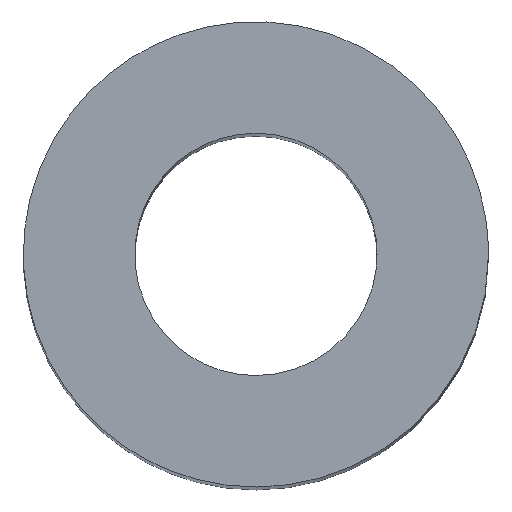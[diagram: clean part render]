
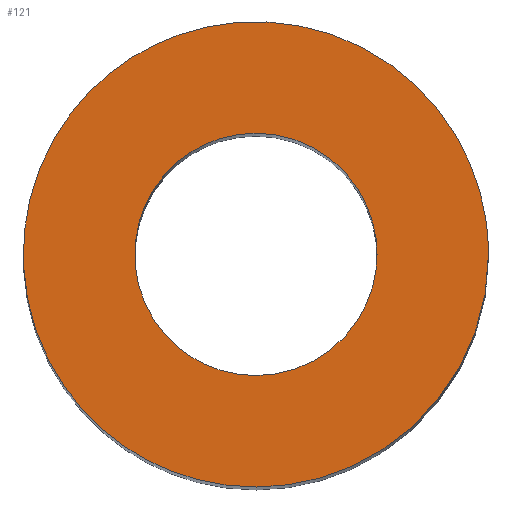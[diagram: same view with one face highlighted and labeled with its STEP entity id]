
A CAD part, top view. The second image highlights one B-rep face of the part: STEP entity #121.
In plain terms, the highlighted free-form (B-spline) face has degree [1, 1] with [2, 2] control points.
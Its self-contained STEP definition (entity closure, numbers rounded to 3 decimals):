
#24 = VERTEX_POINT('',#25);
#25 = CARTESIAN_POINT('',(11.091,0.,
    155.276));
#30 = EDGE_CURVE('',#24,#24,#31,.T.);
#31 = ( BOUNDED_CURVE() B_SPLINE_CURVE(2,(#32,#33,#34,#35,#36,#37,#38),
.UNSPECIFIED.,.T.,.F.) B_SPLINE_CURVE_WITH_KNOTS((3,2,2,3),(
    3.142,5.236,7.33,9.425),
.PIECEWISE_BEZIER_KNOTS.) CURVE() GEOMETRIC_REPRESENTATION_ITEM() 
RATIONAL_B_SPLINE_CURVE((1.,0.5,1.,0.5,1.,0.5,1.)) REPRESENTATION_ITEM(
  '') );
#32 = CARTESIAN_POINT('',(11.091,0.,
    155.276));
#33 = CARTESIAN_POINT('',(11.091,-19.21,155.276
    ));
#34 = CARTESIAN_POINT('',(-5.546,-9.605,155.276)
  );
#35 = CARTESIAN_POINT('',(-22.182,0.,
    155.276));
#36 = CARTESIAN_POINT('',(-5.546,9.605,155.276)
  );
#37 = CARTESIAN_POINT('',(11.091,19.21,155.276
    ));
#38 = CARTESIAN_POINT('',(11.091,0.,
    155.276));
#73 = EDGE_CURVE('',#74,#74,#76,.T.);
#74 = VERTEX_POINT('',#75);
#75 = CARTESIAN_POINT('',(21.295,0.,
    155.276));
#76 = ( BOUNDED_CURVE() B_SPLINE_CURVE(2,(#77,#78,#79,#80,#81,#82,#83),
.UNSPECIFIED.,.T.,.F.) B_SPLINE_CURVE_WITH_KNOTS((3,2,2,3),(
    3.142,5.236,7.33,9.425),
.PIECEWISE_BEZIER_KNOTS.) CURVE() GEOMETRIC_REPRESENTATION_ITEM() 
RATIONAL_B_SPLINE_CURVE((1.,0.5,1.,0.5,1.,0.5,1.)) REPRESENTATION_ITEM(
  '') );
#77 = CARTESIAN_POINT('',(21.295,0.,
    155.276));
#78 = CARTESIAN_POINT('',(21.295,-36.884,155.276
    ));
#79 = CARTESIAN_POINT('',(-10.647,-18.442,
    155.276));
#80 = CARTESIAN_POINT('',(-42.59,0.,
    155.276));
#81 = CARTESIAN_POINT('',(-10.647,18.442,155.276
    ));
#82 = CARTESIAN_POINT('',(21.295,36.884,155.276
    ));
#83 = CARTESIAN_POINT('',(21.295,0.,
    155.276));
#121 = ADVANCED_FACE('',(#122,#125),#128,.F.);
#122 = FACE_BOUND('',#123,.T.);
#123 = EDGE_LOOP('',(#124));
#124 = ORIENTED_EDGE('',*,*,#73,.F.);
#125 = FACE_BOUND('',#126,.T.);
#126 = EDGE_LOOP('',(#127));
#127 = ORIENTED_EDGE('',*,*,#30,.T.);
#128 = B_SPLINE_SURFACE_WITH_KNOTS('',1,1,(
    (#129,#130)
    ,(#131,#132
    )),.UNSPECIFIED.,.F.,.F.,.F.,(2,2),(2,2),(-24.,24.),(-24.,24.),
  .PIECEWISE_BEZIER_KNOTS.);
#129 = CARTESIAN_POINT('',(21.295,-21.295,
    155.276));
#130 = CARTESIAN_POINT('',(21.295,21.295,155.276
    ));
#131 = CARTESIAN_POINT('',(-21.295,-21.295,
    155.276));
#132 = CARTESIAN_POINT('',(-21.295,21.295,
    155.276));
